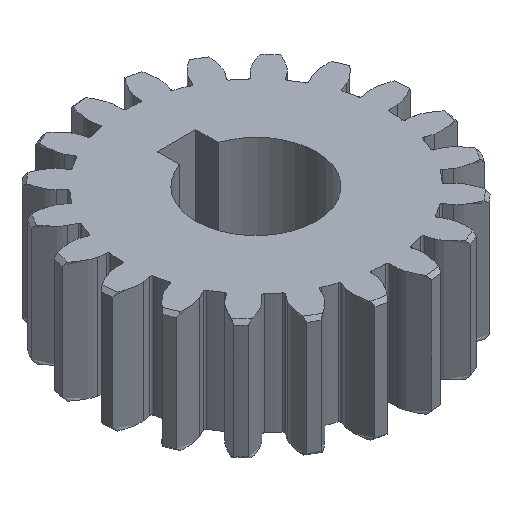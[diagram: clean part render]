
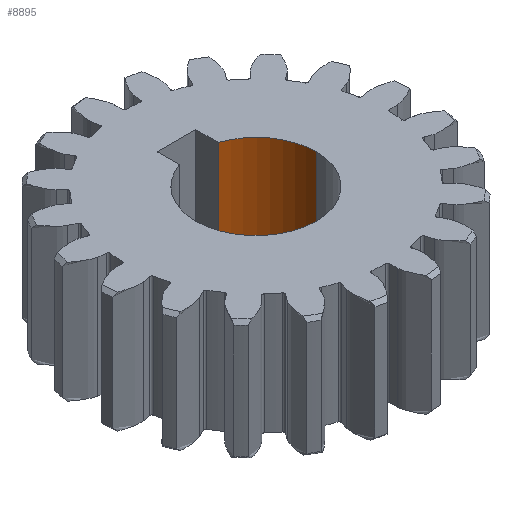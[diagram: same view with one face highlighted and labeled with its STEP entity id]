
A CAD part, isometric view. The second image highlights one B-rep face of the part: STEP entity #8895.
In plain terms, the highlighted cylindrical face has radius 1.587 mm (diameter 3.175 mm), a partial arc.
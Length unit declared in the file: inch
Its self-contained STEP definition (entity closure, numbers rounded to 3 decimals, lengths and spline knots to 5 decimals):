
#684 = EDGE_LOOP ( 'NONE', ( #2726, #7579, #7531, #815 ) ) ;
#815 = ORIENTED_EDGE ( 'NONE', *, *, #7425, .F. ) ;
#868 = EDGE_CURVE ( 'NONE', #6008, #3740, #8395, .T. ) ;
#1092 = LINE ( 'NONE', #9222, #2291 ) ;
#1109 = CARTESIAN_POINT ( 'NONE',  ( 0.0625, 0., -0.0625 ) ) ;
#1147 = CARTESIAN_POINT ( 'NONE',  ( 0., 0., 0.0625 ) ) ;
#2145 = AXIS2_PLACEMENT_3D ( 'NONE', #3747, #10433, #6328 ) ;
#2279 = AXIS2_PLACEMENT_3D ( 'NONE', #1147, #10032, #9174 ) ;
#2291 = VECTOR ( 'NONE', #6767, 39.37008 ) ;
#2726 = ORIENTED_EDGE ( 'NONE', *, *, #3718, .F. ) ;
#2979 = CARTESIAN_POINT ( 'NONE',  ( 0.02, 0.05921, -0.0625 ) ) ;
#3718 = EDGE_CURVE ( 'NONE', #6008, #8153, #9357, .T. ) ;
#3740 = VERTEX_POINT ( 'NONE', #5715 ) ;
#3747 = CARTESIAN_POINT ( 'NONE',  ( 0., 0., -0.0625 ) ) ;
#4191 = VERTEX_POINT ( 'NONE', #6006 ) ;
#4601 = CARTESIAN_POINT ( 'NONE',  ( 0.0625, 0., -0.0625 ) ) ;
#4646 = FACE_OUTER_BOUND ( 'NONE', #684, .T. ) ;
#5715 = CARTESIAN_POINT ( 'NONE',  ( 0.0625, 0., 0.0625 ) ) ;
#6006 = CARTESIAN_POINT ( 'NONE',  ( 0.02, 0.05921, 0.0625 ) ) ;
#6008 = VERTEX_POINT ( 'NONE', #4601 ) ;
#6254 = EDGE_CURVE ( 'NONE', #3740, #4191, #9397, .T. ) ;
#6328 = DIRECTION ( 'NONE',  ( 1., 0., 0. ) ) ;
#6767 = DIRECTION ( 'NONE',  ( 0., 0., 1. ) ) ;
#6768 = AXIS2_PLACEMENT_3D ( 'NONE', #9752, #7139, #8952 ) ;
#7139 = DIRECTION ( 'NONE',  ( 0., 0., 1. ) ) ;
#7184 = CYLINDRICAL_SURFACE ( 'NONE', #2145, 0.0625 ) ;
#7232 = VECTOR ( 'NONE', #7545, 39.37008 ) ;
#7425 = EDGE_CURVE ( 'NONE', #8153, #4191, #1092, .T. ) ;
#7531 = ORIENTED_EDGE ( 'NONE', *, *, #6254, .T. ) ;
#7545 = DIRECTION ( 'NONE',  ( 0., 0., 1. ) ) ;
#7579 = ORIENTED_EDGE ( 'NONE', *, *, #868, .T. ) ;
#8153 = VERTEX_POINT ( 'NONE', #2979 ) ;
#8395 = LINE ( 'NONE', #1109, #7232 ) ;
#8895 = ADVANCED_FACE ( 'NONE', ( #4646 ), #7184, .F. ) ;
#8952 = DIRECTION ( 'NONE',  ( 1., 0., 0. ) ) ;
#9174 = DIRECTION ( 'NONE',  ( 1., 0., 0. ) ) ;
#9222 = CARTESIAN_POINT ( 'NONE',  ( 0.02, 0.05921, -0.0625 ) ) ;
#9357 = CIRCLE ( 'NONE', #6768, 0.0625 ) ;
#9397 = CIRCLE ( 'NONE', #2279, 0.0625 ) ;
#9752 = CARTESIAN_POINT ( 'NONE',  ( 0., 0., -0.0625 ) ) ;
#10032 = DIRECTION ( 'NONE',  ( 0., 0., 1. ) ) ;
#10433 = DIRECTION ( 'NONE',  ( 0., 0., 1. ) ) ;
